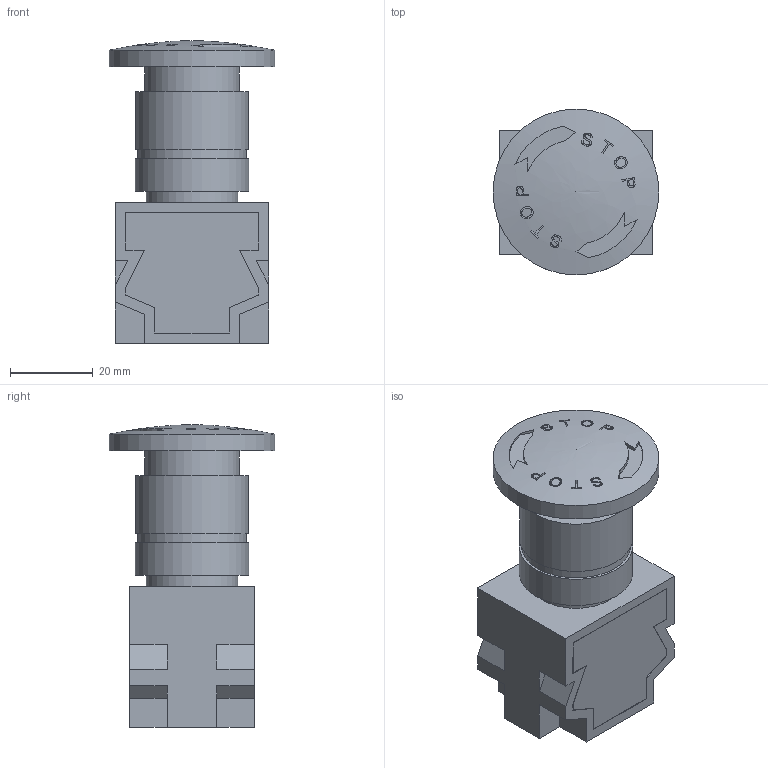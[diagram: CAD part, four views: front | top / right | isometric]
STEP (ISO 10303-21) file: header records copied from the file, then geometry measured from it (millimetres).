
FILE_DESCRIPTION(/* description */ (''),/* implementation_level */ '2;1');
FILE_NAME(/* name */ 'E-SWITCH v1.step',/* time_stamp */ '2022-11-27T23:39:20+05:30',/* author */ (''),/* organization */ (''),/* preprocessor_version */ 'ST-DEVELOPER v19.2',/* originating_system */ 'Autodesk Translation Framework v11.17.0.187',/* authorisation */ '');
FILE_SCHEMA (('AUTOMOTIVE_DESIGN { 1 0 10303 214 3 1 1 }'));
Length unit declared in the file: millimetre
Products named in the file (1): E-SWITCH
Bounding box: 40 x 40 x 73 mm (x, y, z)
Volume: 58822.2 mm3; surface area: 12397.1 mm2
Topology: 1 solids, 1 shells, 262 faces, 717 edges, 478 vertices
Faces by surface type: bspline 133, plane 119, cylinder 10
Full cylindrical faces by diameter (mm): 22 x1, 22.8 x1, 26.2 x1, 27.2 x1, 27.4 x1, 40 x1
Entity records: 11781 total; most frequent: CARTESIAN_POINT 6033, ORIENTED_EDGE 1432, EDGE_CURVE 716, DIRECTION 698, VERTEX_POINT 478, LINE 394, VECTOR 394, B_SPLINE_CURVE_WITH_KNOTS 300
